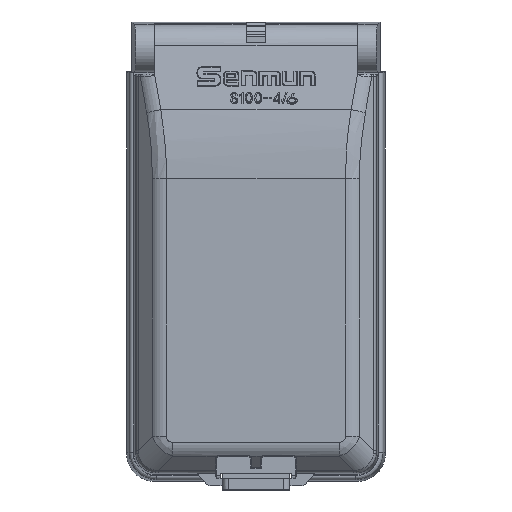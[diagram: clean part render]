
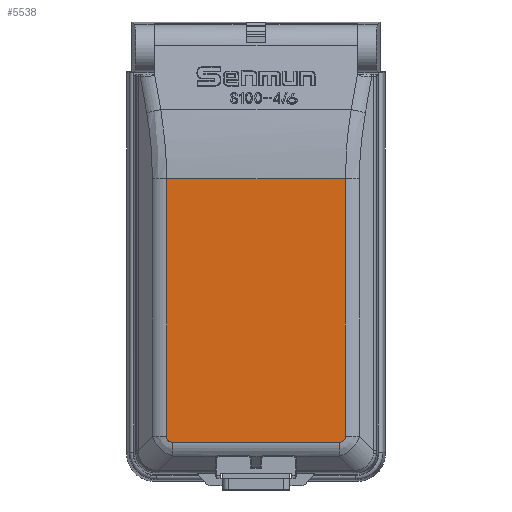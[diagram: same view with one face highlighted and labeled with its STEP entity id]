
A CAD part, top view. The second image highlights one B-rep face of the part: STEP entity #5538.
In plain terms, the highlighted planar face has unit normal (0, 0, 1).
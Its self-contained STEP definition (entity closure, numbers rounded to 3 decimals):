
#445=ELLIPSE('',#35579,3.637,2.1);
#446=ELLIPSE('',#35580,3.637,2.1);
#3794=FACE_OUTER_BOUND('',#15467,.T.);
#5538=ADVANCED_FACE('',(#3794),#6894,.F.);
#6894=PLANE('',#35581);
#10534=LINE('',#92015,#13210);
#10535=LINE('',#92017,#13211);
#10536=LINE('',#92019,#13212);
#10537=LINE('',#92023,#13213);
#13210=VECTOR('',#42295,1.);
#13211=VECTOR('',#42296,1.);
#13212=VECTOR('',#42297,1.);
#13213=VECTOR('',#42300,1.);
#15467=EDGE_LOOP('',(#23361,#23362,#23363,#23364,#23365,#23366));
#23361=ORIENTED_EDGE('',*,*,#32097,.T.);
#23362=ORIENTED_EDGE('',*,*,#32098,.T.);
#23363=ORIENTED_EDGE('',*,*,#32099,.T.);
#23364=ORIENTED_EDGE('',*,*,#32100,.T.);
#23365=ORIENTED_EDGE('',*,*,#32101,.T.);
#23366=ORIENTED_EDGE('',*,*,#32102,.T.);
#27816=VERTEX_POINT('',#92013);
#27817=VERTEX_POINT('',#92014);
#27818=VERTEX_POINT('',#92016);
#27819=VERTEX_POINT('',#92018);
#27820=VERTEX_POINT('',#92020);
#27821=VERTEX_POINT('',#92022);
#32097=EDGE_CURVE('',#27816,#27817,#445,.T.);
#32098=EDGE_CURVE('',#27817,#27818,#10534,.T.);
#32099=EDGE_CURVE('',#27818,#27819,#10535,.T.);
#32100=EDGE_CURVE('',#27819,#27820,#10536,.T.);
#32101=EDGE_CURVE('',#27820,#27821,#446,.T.);
#32102=EDGE_CURVE('',#27821,#27816,#10537,.T.);
#35579=AXIS2_PLACEMENT_3D('',#92012,#42293,#42294);
#35580=AXIS2_PLACEMENT_3D('',#92021,#42298,#42299);
#35581=AXIS2_PLACEMENT_3D('',#92024,#42301,#42302);
#42293=DIRECTION('',(0.,0.,1.));
#42294=DIRECTION('',(0.707,-0.707,0.));
#42295=DIRECTION('',(0.,1.,0.));
#42296=DIRECTION('',(-1.,0.,0.));
#42297=DIRECTION('',(0.,-1.,0.));
#42298=DIRECTION('',(0.,0.,1.));
#42299=DIRECTION('',(-0.707,-0.707,0.));
#42300=DIRECTION('',(1.,0.,0.));
#42301=DIRECTION('',(0.,0.,-1.));
#42302=DIRECTION('',(1.,0.,0.));
#92012=CARTESIAN_POINT('',(224.907,-209.489,22.));
#92013=CARTESIAN_POINT('',(226.392,-212.459,22.));
#92014=CARTESIAN_POINT('',(227.877,-210.974,22.));
#92015=CARTESIAN_POINT('',(227.877,0.,22.));
#92016=CARTESIAN_POINT('',(227.877,-146.279,22.));
#92017=CARTESIAN_POINT('',(0.,-146.279,22.));
#92018=CARTESIAN_POINT('',(182.919,-146.279,22.));
#92019=CARTESIAN_POINT('',(182.919,0.,22.));
#92020=CARTESIAN_POINT('',(182.919,-210.974,22.));
#92021=CARTESIAN_POINT('',(185.889,-209.489,22.));
#92022=CARTESIAN_POINT('',(184.404,-212.459,22.));
#92023=CARTESIAN_POINT('',(0.,-212.459,22.));
#92024=CARTESIAN_POINT('',(0.,0.,22.));
